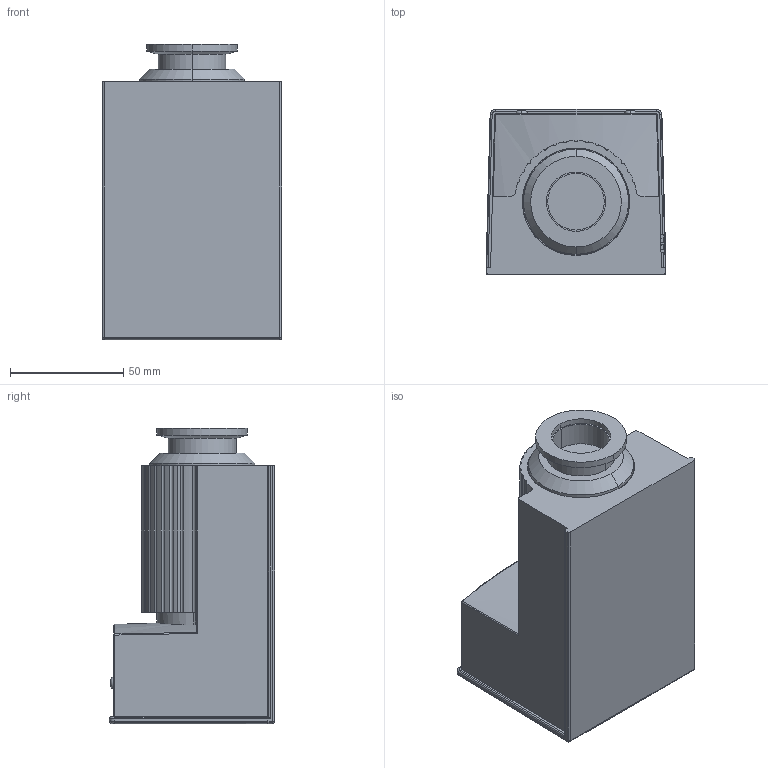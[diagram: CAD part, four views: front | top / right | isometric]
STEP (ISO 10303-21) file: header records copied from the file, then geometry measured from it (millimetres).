
FILE_DESCRIPTION((''),'2;1');
FILE_NAME('351-003.stp','2003-07-16T16:02:55',('BEM'),(''),'Autodesk Inventor (R) 6.0','Autodesk Inventor (R) 6.0','');
FILE_SCHEMA(('AUTOMOTIVE_DESIGN { 1 0 10303 214 1 1 1 1 }'));
Length unit declared in the file: millimetre
Products named in the file (1): 351-003
Bounding box: 79.4 x 73 x 130.35 mm (x, y, z)
Volume: 484829.6 mm3; surface area: 58977.3 mm2
Topology: 1 solids, 1 shells, 216 faces, 564 edges, 366 vertices
Faces by surface type: cylinder 101, plane 94, torus 10, cone 5, sphere 4, bspline 2
Entity records: 7208 total; most frequent: CARTESIAN_POINT 1728, DIRECTION 1185, ORIENTED_EDGE 1124, EDGE_CURVE 562, AXIS2_PLACEMENT_3D 431, VERTEX_POINT 366, VECTOR 323, LINE 323
